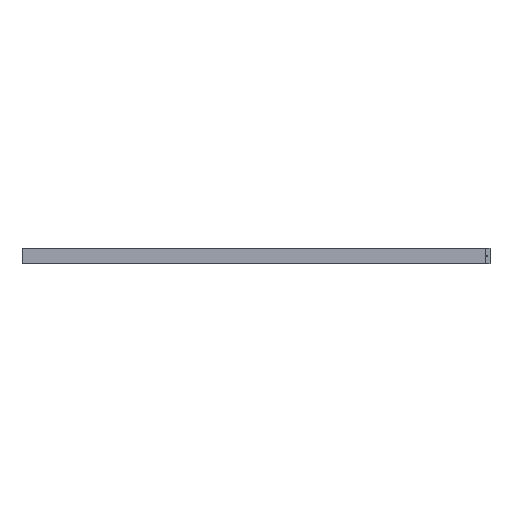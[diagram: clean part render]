
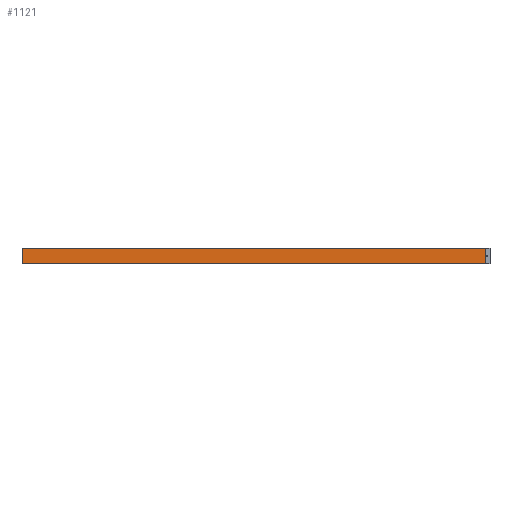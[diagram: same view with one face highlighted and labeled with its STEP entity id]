
A CAD part, front view. The second image highlights one B-rep face of the part: STEP entity #1121.
In plain terms, the highlighted planar face has unit normal (0, -1, 0).
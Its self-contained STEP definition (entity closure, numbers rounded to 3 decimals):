
#15 = PLANE ( 'NONE',  #1188 ) ;
#67 = EDGE_CURVE ( 'NONE', #568, #1584, #1450, .T. ) ;
#92 = VERTEX_POINT ( 'NONE', #1295 ) ;
#94 = CARTESIAN_POINT ( 'NONE',  ( 2.261, 0., -50. ) ) ;
#107 = ORIENTED_EDGE ( 'NONE', *, *, #549, .T. ) ;
#156 = LINE ( 'NONE', #1170, #1445 ) ;
#157 = FACE_OUTER_BOUND ( 'NONE', #1284, .T. ) ;
#213 = VECTOR ( 'NONE', #1038, 1000. ) ;
#306 = DIRECTION ( 'NONE',  ( 0., -1., 0. ) ) ;
#325 = DIRECTION ( 'NONE',  ( -1., 0., 0. ) ) ;
#330 = CARTESIAN_POINT ( 'NONE',  ( 2.261, 0., -50. ) ) ;
#419 = VECTOR ( 'NONE', #325, 1000. ) ;
#424 = CARTESIAN_POINT ( 'NONE',  ( -2970., 0., -50. ) ) ;
#549 = EDGE_CURVE ( 'NONE', #1636, #92, #1376, .T. ) ;
#568 = VERTEX_POINT ( 'NONE', #330 ) ;
#581 = CARTESIAN_POINT ( 'NONE',  ( -2970., 0., 50. ) ) ;
#674 = DIRECTION ( 'NONE',  ( 0., 0., 1. ) ) ;
#725 = ORIENTED_EDGE ( 'NONE', *, *, #873, .T. ) ;
#789 = CARTESIAN_POINT ( 'NONE',  ( 100.002, 0., 50. ) ) ;
#873 = EDGE_CURVE ( 'NONE', #568, #1636, #1139, .T. ) ;
#1038 = DIRECTION ( 'NONE',  ( -1., 0., 0. ) ) ;
#1061 = CARTESIAN_POINT ( 'NONE',  ( 100.002, 0., -50. ) ) ;
#1121 = ADVANCED_FACE ( 'NONE', ( #157 ), #15, .T. ) ;
#1139 = LINE ( 'NONE', #94, #1358 ) ;
#1154 = CARTESIAN_POINT ( 'NONE',  ( 2.261, 0., 50. ) ) ;
#1170 = CARTESIAN_POINT ( 'NONE',  ( -2970., 0., 50. ) ) ;
#1188 = AXIS2_PLACEMENT_3D ( 'NONE', #581, #306, #1277 ) ;
#1277 = DIRECTION ( 'NONE',  ( 0., 0., -1. ) ) ;
#1281 = ORIENTED_EDGE ( 'NONE', *, *, #1730, .T. ) ;
#1284 = EDGE_LOOP ( 'NONE', ( #1505, #725, #107, #1281 ) ) ;
#1295 = CARTESIAN_POINT ( 'NONE',  ( -2970., 0., 50. ) ) ;
#1307 = DIRECTION ( 'NONE',  ( 0., 0., -1. ) ) ;
#1358 = VECTOR ( 'NONE', #674, 1000. ) ;
#1376 = LINE ( 'NONE', #789, #419 ) ;
#1445 = VECTOR ( 'NONE', #1307, 1000. ) ;
#1450 = LINE ( 'NONE', #1061, #213 ) ;
#1505 = ORIENTED_EDGE ( 'NONE', *, *, #67, .F. ) ;
#1584 = VERTEX_POINT ( 'NONE', #424 ) ;
#1636 = VERTEX_POINT ( 'NONE', #1154 ) ;
#1730 = EDGE_CURVE ( 'NONE', #92, #1584, #156, .T. ) ;
